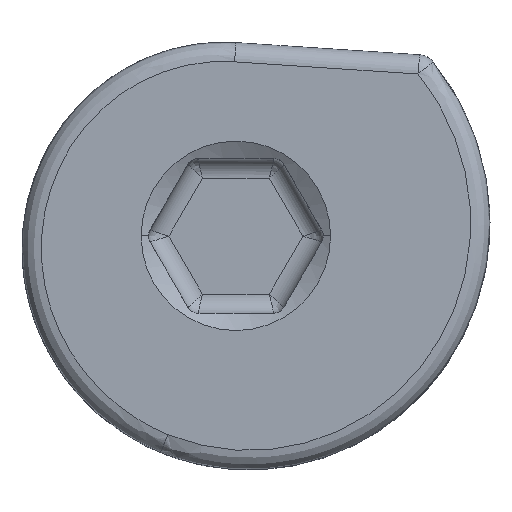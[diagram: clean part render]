
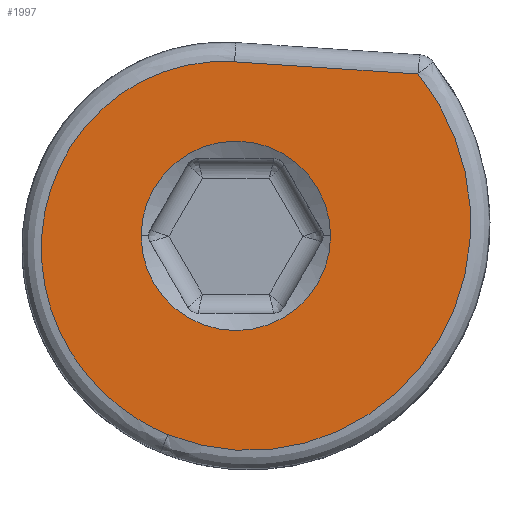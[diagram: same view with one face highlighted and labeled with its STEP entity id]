
A CAD part, top view. The second image highlights one B-rep face of the part: STEP entity #1997.
In plain terms, the highlighted planar face has unit normal (0, 0, 1).
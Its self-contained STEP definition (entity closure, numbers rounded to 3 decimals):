
#5 = CARTESIAN_POINT ( 'NONE',  ( -4.893, -1.543, 5. ) ) ;
#23 = CARTESIAN_POINT ( 'NONE',  ( 6.003, -0.647, 5. ) ) ;
#33 = CARTESIAN_POINT ( 'NONE',  ( 3.986, -4.217, 5. ) ) ;
#130 = EDGE_LOOP ( 'NONE', ( #338, #2035, #1999 ) ) ;
#135 = CARTESIAN_POINT ( 'NONE',  ( -4.078, 2.608, 5. ) ) ;
#174 = CARTESIAN_POINT ( 'NONE',  ( 4.23, -4.001, 5. ) ) ;
#179 = EDGE_CURVE ( 'NONE', #319, #1057, #1176, .T. ) ;
#195 = CARTESIAN_POINT ( 'NONE',  ( -1.758, -5.141, 5. ) ) ;
#215 = CARTESIAN_POINT ( 'NONE',  ( -0.616, 4.511, 5. ) ) ;
#219 = CARTESIAN_POINT ( 'NONE',  ( -1.458, -5.264, 5. ) ) ;
#222 = DIRECTION ( 'NONE',  ( -1., 0., 0. ) ) ;
#224 = EDGE_CURVE ( 'NONE', #1869, #617, #239, .T. ) ;
#239 = CIRCLE ( 'NONE', #1292, 2.45 ) ;
#246 = PLANE ( 'NONE',  #1328 ) ;
#266 = ORIENTED_EDGE ( 'NONE', *, *, #224, .T. ) ;
#267 = AXIS2_PLACEMENT_3D ( 'NONE', #1573, #690, #222 ) ;
#282 = CARTESIAN_POINT ( 'NONE',  ( -2.033, 4.191, 5. ) ) ;
#301 = VERTEX_POINT ( 'NONE', #1223 ) ;
#319 = VERTEX_POINT ( 'NONE', #1612 ) ;
#330 = CARTESIAN_POINT ( 'NONE',  ( 0., 0., 5. ) ) ;
#338 = ORIENTED_EDGE ( 'NONE', *, *, #179, .T. ) ;
#339 = CARTESIAN_POINT ( 'NONE',  ( -3.498, 3.258, 5. ) ) ;
#352 = CARTESIAN_POINT ( 'NONE',  ( 2.45, 0., 5. ) ) ;
#362 = CARTESIAN_POINT ( 'NONE',  ( 4.873, -3.283, 5. ) ) ;
#364 = EDGE_CURVE ( 'NONE', #617, #1869, #433, .T. ) ;
#369 = CARTESIAN_POINT ( 'NONE',  ( -0.326, 4.521, 5. ) ) ;
#381 = CARTESIAN_POINT ( 'NONE',  ( -1.478, 4.373, 5. ) ) ;
#433 = CIRCLE ( 'NONE', #267, 2.45 ) ;
#455 = CARTESIAN_POINT ( 'NONE',  ( -3.05, 3.628, 5. ) ) ;
#479 = CARTESIAN_POINT ( 'NONE',  ( -5.013, 0.192, 5. ) ) ;
#489 = CARTESIAN_POINT ( 'NONE',  ( -4.199, -3.137, 5. ) ) ;
#501 = DIRECTION ( 'NONE',  ( 0., 0., -1. ) ) ;
#510 = CARTESIAN_POINT ( 'NONE',  ( 0.767, -5.544, 5. ) ) ;
#520 = CARTESIAN_POINT ( 'NONE',  ( 6.008, 1.274, 5. ) ) ;
#542 = B_SPLINE_CURVE_WITH_KNOTS ( 'NONE', 3,
 ( #1177, #369, #215, #869, #381, #282, #798, #1154, #455, #339, #1763, #135, #1935, #795, #1775, #1791, #1914, #479, #1451, #825, #2083, #5, #2059, #1270, #669, #489, #1311, #1300, #1903, #1288, #1122, #1280 ),
 .UNSPECIFIED., .F., .F.,
 ( 4, 2, 2, 2, 2, 2, 2, 2, 2, 2, 2, 2, 2, 2, 2, 4 ),
 ( 0., 0.001, 0.002, 0.003, 0.003, 0.004, 0.005, 0.006, 0.007, 0.008, 0.009, 0.01, 0.01, 0.011, 0.012, 0.014 ),
 .UNSPECIFIED. ) ;
#594 = DIRECTION ( 'NONE',  ( 0., 0., -1. ) ) ;
#617 = VERTEX_POINT ( 'NONE', #1719 ) ;
#669 = CARTESIAN_POINT ( 'NONE',  ( -4.488, -2.635, 5. ) ) ;
#670 = CARTESIAN_POINT ( 'NONE',  ( 6.082, 0.314, 5. ) ) ;
#686 = CARTESIAN_POINT ( 'NONE',  ( 6.073, -0.006, 5. ) ) ;
#690 = DIRECTION ( 'NONE',  ( 0., 0., -1. ) ) ;
#695 = CARTESIAN_POINT ( 'NONE',  ( 5.444, 3.11, 5. ) ) ;
#783 = EDGE_CURVE ( 'NONE', #301, #319, #542, .T. ) ;
#795 = CARTESIAN_POINT ( 'NONE',  ( -4.532, 1.862, 5. ) ) ;
#798 = CARTESIAN_POINT ( 'NONE',  ( -2.298, 4.075, 5. ) ) ;
#825 = CARTESIAN_POINT ( 'NONE',  ( -5.028, -0.684, 5. ) ) ;
#835 = CARTESIAN_POINT ( 'NONE',  ( 3.203, -4.772, 5. ) ) ;
#848 = CARTESIAN_POINT ( 'NONE',  ( 1.719, -5.387, 5. ) ) ;
#859 = CARTESIAN_POINT ( 'NONE',  ( 6.05, 0.953, 5. ) ) ;
#869 = CARTESIAN_POINT ( 'NONE',  ( -1.191, 4.438, 5. ) ) ;
#934 = CARTESIAN_POINT ( 'NONE',  ( 0., -6.043, 5. ) ) ;
#993 = CARTESIAN_POINT ( 'NONE',  ( 1.407, -5.457, 5. ) ) ;
#1023 = CARTESIAN_POINT ( 'NONE',  ( 5.232, -2.753, 5. ) ) ;
#1026 = CARTESIAN_POINT ( 'NONE',  ( 0.697, 4.453, 5. ) ) ;
#1035 = CARTESIAN_POINT ( 'NONE',  ( 5.876, 1.906, 5. ) ) ;
#1057 = VERTEX_POINT ( 'NONE', #1919 ) ;
#1122 = CARTESIAN_POINT ( 'NONE',  ( -2.3, -4.918, 5. ) ) ;
#1152 = CARTESIAN_POINT ( 'NONE',  ( 5.12, 3.679, 5. ) ) ;
#1154 = CARTESIAN_POINT ( 'NONE',  ( -2.806, 3.794, 5. ) ) ;
#1170 = CARTESIAN_POINT ( 'NONE',  ( 5.785, 2.214, 5. ) ) ;
#1176 = B_SPLINE_CURVE_WITH_KNOTS ( 'NONE', 3,
 ( #195, #219, #1637, #1646, #1966, #1344, #510, #993, #848, #1655, #1333, #835, #1792, #33, #174, #1493, #362, #1023, #1182, #1824, #1625, #1481, #23, #686, #670, #859, #520, #1035, #1170, #695, #1152, #1670 ),
 .UNSPECIFIED., .F., .F.,
 ( 4, 2, 2, 2, 2, 2, 2, 2, 2, 2, 2, 2, 2, 2, 2, 4 ),
 ( 0., 0.001, 0.002, 0.003, 0.004, 0.005, 0.006, 0.007, 0.008, 0.009, 0.01, 0.011, 0.012, 0.013, 0.014, 0.016 ),
 .UNSPECIFIED. ) ;
#1177 = CARTESIAN_POINT ( 'NONE',  ( -0.033, 4.501, 5. ) ) ;
#1182 = CARTESIAN_POINT ( 'NONE',  ( 5.392, -2.469, 5. ) ) ;
#1208 = DIRECTION ( 'NONE',  ( -1., 0., 0. ) ) ;
#1223 = CARTESIAN_POINT ( 'NONE',  ( -0.033, 4.501, 5. ) ) ;
#1269 = ORIENTED_EDGE ( 'NONE', *, *, #364, .T. ) ;
#1270 = CARTESIAN_POINT ( 'NONE',  ( -4.612, -2.373, 5. ) ) ;
#1280 = CARTESIAN_POINT ( 'NONE',  ( -1.758, -5.141, 5. ) ) ;
#1288 = CARTESIAN_POINT ( 'NONE',  ( -2.804, -4.606, 5. ) ) ;
#1292 = AXIS2_PLACEMENT_3D ( 'NONE', #330, #501, #1208 ) ;
#1300 = CARTESIAN_POINT ( 'NONE',  ( -3.661, -3.829, 5. ) ) ;
#1311 = CARTESIAN_POINT ( 'NONE',  ( -4.034, -3.376, 5. ) ) ;
#1328 = AXIS2_PLACEMENT_3D ( 'NONE', #934, #594, #1709 ) ;
#1333 = CARTESIAN_POINT ( 'NONE',  ( 2.63, -5.069, 5. ) ) ;
#1344 = CARTESIAN_POINT ( 'NONE',  ( 0.443, -5.561, 5. ) ) ;
#1402 = FACE_OUTER_BOUND ( 'NONE', #130, .T. ) ;
#1451 = CARTESIAN_POINT ( 'NONE',  ( -5.035, -0.098, 5. ) ) ;
#1481 = CARTESIAN_POINT ( 'NONE',  ( 5.941, -0.966, 5. ) ) ;
#1493 = CARTESIAN_POINT ( 'NONE',  ( 4.673, -3.533, 5. ) ) ;
#1495 = LINE ( 'NONE', #1026, #1632 ) ;
#1573 = CARTESIAN_POINT ( 'NONE',  ( 0., 0., 5. ) ) ;
#1596 = EDGE_CURVE ( 'NONE', #1057, #301, #1495, .T. ) ;
#1612 = CARTESIAN_POINT ( 'NONE',  ( -1.758, -5.141, 5. ) ) ;
#1625 = CARTESIAN_POINT ( 'NONE',  ( 5.771, -1.583, 5. ) ) ;
#1632 = VECTOR ( 'NONE', #1658, 1000. ) ;
#1637 = CARTESIAN_POINT ( 'NONE',  ( -1.148, -5.36, 5. ) ) ;
#1646 = CARTESIAN_POINT ( 'NONE',  ( -0.515, -5.497, 5. ) ) ;
#1655 = CARTESIAN_POINT ( 'NONE',  ( 2.33, -5.193, 5. ) ) ;
#1658 = DIRECTION ( 'NONE',  ( -0.998, 0.066, 0. ) ) ;
#1670 = CARTESIAN_POINT ( 'NONE',  ( 4.716, 4.186, 5. ) ) ;
#1709 = DIRECTION ( 'NONE',  ( -1., 0., 0. ) ) ;
#1719 = CARTESIAN_POINT ( 'NONE',  ( -2.45, 0., 5. ) ) ;
#1763 = CARTESIAN_POINT ( 'NONE',  ( -3.704, 3.054, 5. ) ) ;
#1775 = CARTESIAN_POINT ( 'NONE',  ( -4.653, 1.598, 5. ) ) ;
#1791 = CARTESIAN_POINT ( 'NONE',  ( -4.847, 1.047, 5. ) ) ;
#1792 = CARTESIAN_POINT ( 'NONE',  ( 3.474, -4.602, 5. ) ) ;
#1824 = CARTESIAN_POINT ( 'NONE',  ( 5.661, -1.884, 5. ) ) ;
#1869 = VERTEX_POINT ( 'NONE', #352 ) ;
#1903 = CARTESIAN_POINT ( 'NONE',  ( -3.458, -4.036, 5. ) ) ;
#1914 = CARTESIAN_POINT ( 'NONE',  ( -4.919, 0.763, 5. ) ) ;
#1919 = CARTESIAN_POINT ( 'NONE',  ( 4.716, 4.186, 5. ) ) ;
#1935 = CARTESIAN_POINT ( 'NONE',  ( -4.246, 2.365, 5. ) ) ;
#1966 = CARTESIAN_POINT ( 'NONE',  ( -0.197, -5.537, 5. ) ) ;
#1997 = ADVANCED_FACE ( 'NONE', ( #1402, #2046 ), #246, .F. ) ;
#1999 = ORIENTED_EDGE ( 'NONE', *, *, #783, .T. ) ;
#2035 = ORIENTED_EDGE ( 'NONE', *, *, #1596, .T. ) ;
#2039 = EDGE_LOOP ( 'NONE', ( #266, #1269 ) ) ;
#2046 = FACE_BOUND ( 'NONE', #2039, .T. ) ;
#2059 = CARTESIAN_POINT ( 'NONE',  ( -4.816, -1.823, 5. ) ) ;
#2083 = CARTESIAN_POINT ( 'NONE',  ( -4.999, -0.973, 5. ) ) ;
